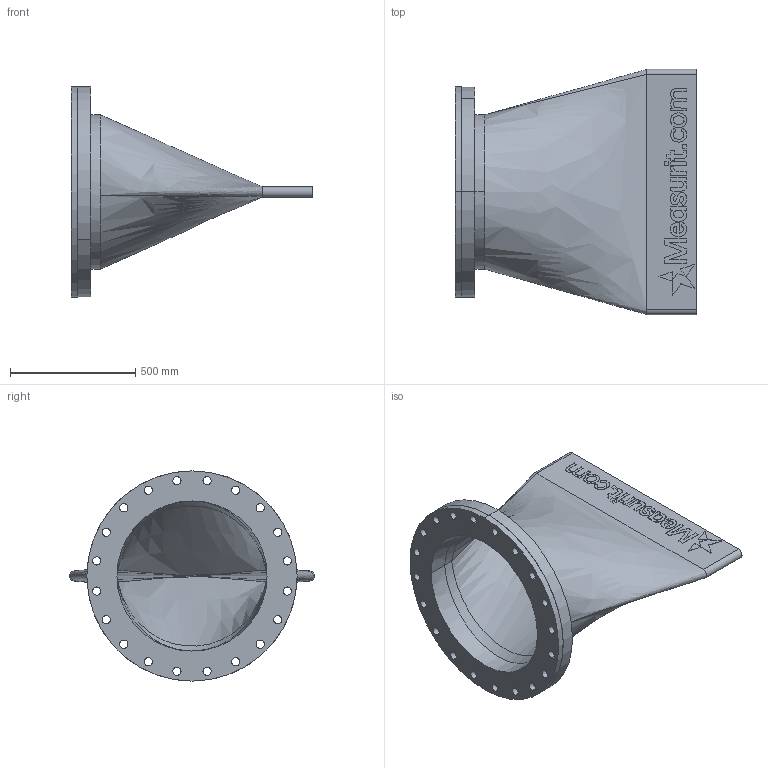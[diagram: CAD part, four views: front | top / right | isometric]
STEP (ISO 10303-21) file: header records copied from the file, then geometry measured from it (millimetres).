
FILE_DESCRIPTION (( 'STEP AP214' ), '1' );
FILE_NAME ('CF-DBF-G3-S0600-NN-316-F.STEP', '2023-02-13T14:35:20', ( '' ), ( '' ), 'SwSTEP 2.0', 'SolidWorks 2022', '' );
FILE_SCHEMA (( 'AUTOMOTIVE_DESIGN' ));
Length unit declared in the file: millimetre
Products named in the file (3): CF-DBF-G3-S0600-NN-316-F; Split ring 600
Assembly tree (2 placements, depth 2):
  CF-DBF-G3-S0600-NN-316-F
    CF-DBF-G3-S0600-NN-316-F
    Split ring 600
Bounding box: 966 x 980 x 840 mm (x, y, z)
Volume: 65003076 mm3; surface area: 5078356.6 mm2
Topology: 2 solids, 2 shells, 751 faces, 2273 edges, 1538 vertices
Faces by surface type: plane 648, cylinder 91, bspline 12
Entity records: 35283 total; most frequent: CARTESIAN_POINT 7419, ORIENTED_EDGE 4546, DIRECTION 3943, EDGE_CURVE 2273, VECTOR 2051, LINE 2051, VERTEX_POINT 1538, AXIS2_PLACEMENT_3D 946
